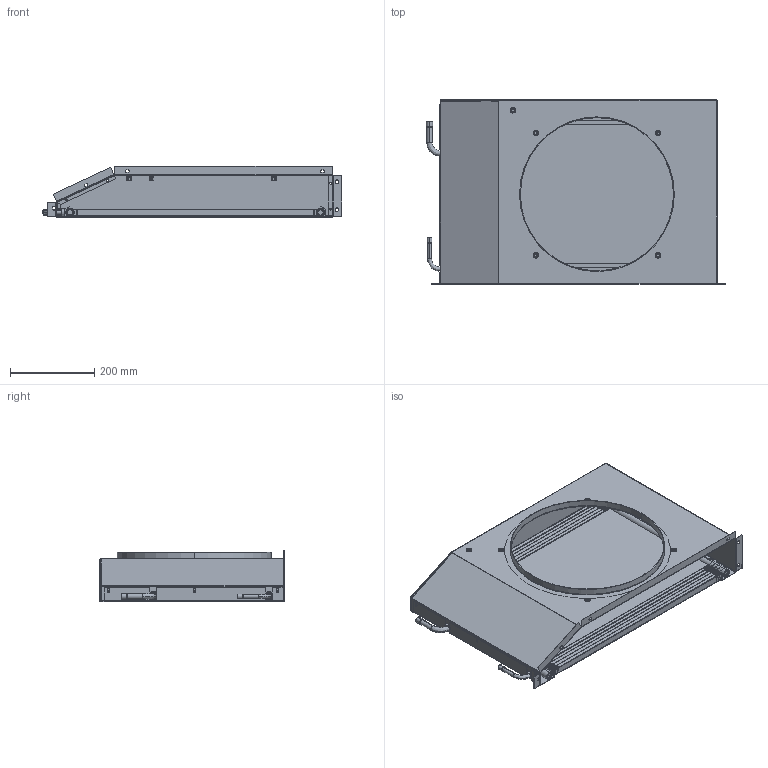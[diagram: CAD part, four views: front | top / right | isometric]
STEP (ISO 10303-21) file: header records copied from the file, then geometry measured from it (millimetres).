
FILE_DESCRIPTION (( 'STEP AP203' ), '1' );
FILE_NAME ('119-9070.STEP', '2024-12-04T17:09:24', ( '' ), ( '' ), 'SwSTEP 2.0', 'SolidWorks 2022', '' );
FILE_SCHEMA (( 'CONFIG_CONTROL_DESIGN' ));
Length unit declared in the file: millimetre
Products named in the file (4): 119-8210P02_Valor predeterminado; 119-8210P01_Valor predeterminado; 119-9070; 021Z0642
Assembly tree (3 placements, depth 2):
  119-9070
    119-8210P01_Valor predeterminado
    021Z0642
    119-8210P02_Valor predeterminado
Bounding box: 709.31 x 437.11 x 121.42 mm (x, y, z)
Volume: 408461.6 mm3; surface area: 1720270.6 mm2
Topology: 11 solids, 61 shells, 1652 faces, 5730 edges, 3816 vertices
Faces by surface type: plane 1022, cylinder 555, torus 36, bspline 21, cone 18
Entity records: 62081 total; most frequent: CARTESIAN_POINT 11638, DIRECTION 11028, ORIENTED_EDGE 9468, EDGE_CURVE 5730, VERTEX_POINT 3816, VECTOR 3696, LINE 3696, AXIS2_PLACEMENT_3D 3666
